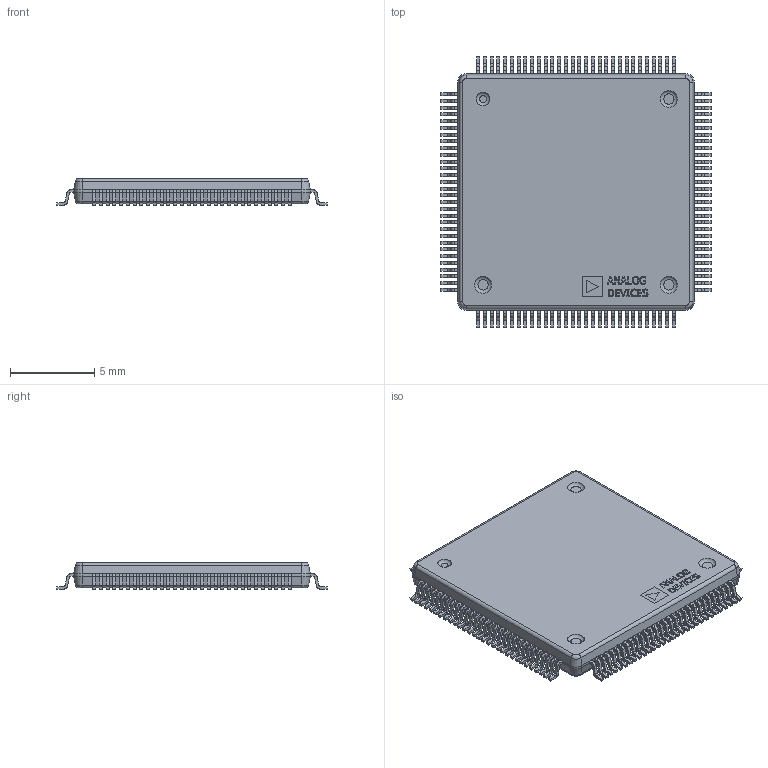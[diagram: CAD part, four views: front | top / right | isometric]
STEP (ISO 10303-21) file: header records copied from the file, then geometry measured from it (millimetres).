
FILE_DESCRIPTION(/* description */ (''),/* implementation_level */ '2;1');
FILE_NAME(/* name */ '1.stp',/* time_stamp */ '2021-05-22T22:12:48+02:00',/* author */ ('k'),/* organization */ (''),/* preprocessor_version */ 'ST-DEVELOPER v15.6',/* originating_system */ 'Autodesk Inventor 2015',/* authorisation */ '');
FILE_SCHEMA (('AUTOMOTIVE_DESIGN { 1 0 10303 214 3 1 1 }'));
Length unit declared in the file: millimetre
Products named in the file (5): 1; 2; Analog Devices Logo; 3
Bounding box: 16.02 x 16.02 x 1.6 mm (x, y, z)
Volume: 293.3 mm3; surface area: 652.2 mm2
Topology: 136 solids, 136 shells, 1949 faces, 4983 edges, 3314 vertices
Faces by surface type: plane 1365, cylinder 492, bspline 68, torus 16, cone 8
Entity records: 58993 total; most frequent: CARTESIAN_POINT 11115, ORIENTED_EDGE 9934, DIRECTION 9627, EDGE_CURVE 4967, LINE 3815, VECTOR 3815, VERTEX_POINT 3306, AXIS2_PLACEMENT_3D 2906
